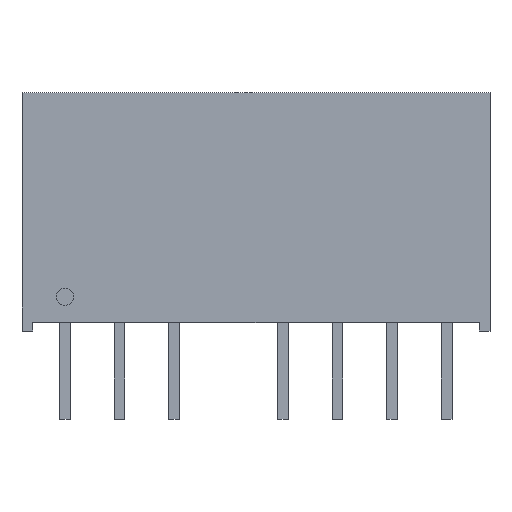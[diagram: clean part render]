
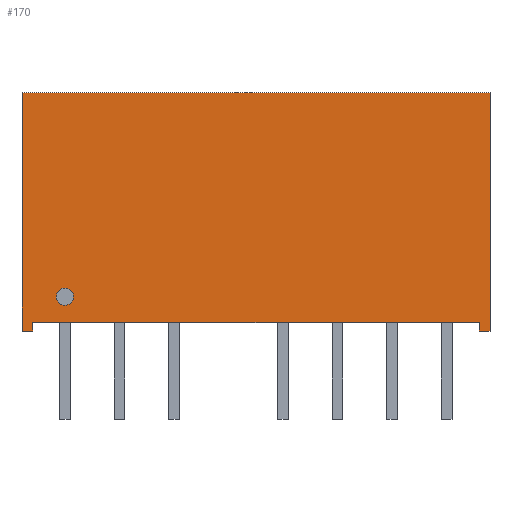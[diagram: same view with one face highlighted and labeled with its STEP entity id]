
A CAD part, top view. The second image highlights one B-rep face of the part: STEP entity #170.
In plain terms, the highlighted planar face has unit normal (0, 0, 1).
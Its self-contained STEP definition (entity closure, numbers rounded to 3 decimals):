
#84=CARTESIAN_POINT('',(-8.5,1.2,4.6));
#85=VERTEX_POINT('',#84);
#86=CARTESIAN_POINT('',(-8.9,1.2,4.6));
#87=DIRECTION('',(0.0,0.0,1.0));
#88=DIRECTION('',(1.0,0.0,0.0));
#89=AXIS2_PLACEMENT_3D('',#86,#87,#88);
#90=CIRCLE('',#89,0.4);
#91=EDGE_CURVE('',#85,#85,#90,.T.);
#96=CARTESIAN_POINT('',(10.4,-0.4,4.6));
#97=DIRECTION('',(0.0,0.0,1.0));
#98=DIRECTION('',(1.0,0.0,0.0));
#99=AXIS2_PLACEMENT_3D('',#96,#97,#98);
#100=PLANE('',#99);
#101=CARTESIAN_POINT('',(10.4,0.0,4.6));
#102=VERTEX_POINT('',#101);
#103=CARTESIAN_POINT('',(10.4,-0.4,4.6));
#104=VERTEX_POINT('',#103);
#105=CARTESIAN_POINT('',(10.4,0.0,4.6));
#106=DIRECTION('',(0.0,-1.0,0.0));
#107=VECTOR('',#106,0.4);
#108=LINE('',#105,#107);
#109=EDGE_CURVE('',#102,#104,#108,.T.);
#110=ORIENTED_EDGE('',*,*,#109,.T.);
#111=CARTESIAN_POINT('',(10.9,-0.4,4.6));
#112=VERTEX_POINT('',#111);
#113=CARTESIAN_POINT('',(10.4,-0.4,4.6));
#114=DIRECTION('',(1.0,0.0,0.0));
#115=VECTOR('',#114,0.5);
#116=LINE('',#113,#115);
#117=EDGE_CURVE('',#104,#112,#116,.T.);
#118=ORIENTED_EDGE('',*,*,#117,.T.);
#119=CARTESIAN_POINT('',(10.9,10.7,4.6));
#120=VERTEX_POINT('',#119);
#121=CARTESIAN_POINT('',(10.9,-0.4,4.6));
#122=DIRECTION('',(0.0,1.0,0.0));
#123=VECTOR('',#122,11.1);
#124=LINE('',#121,#123);
#125=EDGE_CURVE('',#112,#120,#124,.T.);
#126=ORIENTED_EDGE('',*,*,#125,.T.);
#127=CARTESIAN_POINT('',(-10.9,10.7,4.6));
#128=VERTEX_POINT('',#127);
#129=CARTESIAN_POINT('',(10.9,10.7,4.6));
#130=DIRECTION('',(-1.0,0.0,0.0));
#131=VECTOR('',#130,21.8);
#132=LINE('',#129,#131);
#133=EDGE_CURVE('',#120,#128,#132,.T.);
#134=ORIENTED_EDGE('',*,*,#133,.T.);
#135=CARTESIAN_POINT('',(-10.9,-0.4,4.6));
#136=VERTEX_POINT('',#135);
#137=CARTESIAN_POINT('',(-10.9,10.7,4.6));
#138=DIRECTION('',(0.0,-1.0,0.0));
#139=VECTOR('',#138,11.1);
#140=LINE('',#137,#139);
#141=EDGE_CURVE('',#128,#136,#140,.T.);
#142=ORIENTED_EDGE('',*,*,#141,.T.);
#143=CARTESIAN_POINT('',(-10.4,-0.4,4.6));
#144=VERTEX_POINT('',#143);
#145=CARTESIAN_POINT('',(-10.9,-0.4,4.6));
#146=DIRECTION('',(1.0,0.0,0.0));
#147=VECTOR('',#146,0.5);
#148=LINE('',#145,#147);
#149=EDGE_CURVE('',#136,#144,#148,.T.);
#150=ORIENTED_EDGE('',*,*,#149,.T.);
#151=CARTESIAN_POINT('',(-10.4,0.0,4.6));
#152=VERTEX_POINT('',#151);
#153=CARTESIAN_POINT('',(-10.4,-0.4,4.6));
#154=DIRECTION('',(0.0,1.0,0.0));
#155=VECTOR('',#154,0.4);
#156=LINE('',#153,#155);
#157=EDGE_CURVE('',#144,#152,#156,.T.);
#158=ORIENTED_EDGE('',*,*,#157,.T.);
#159=CARTESIAN_POINT('',(-10.4,0.0,4.6));
#160=DIRECTION('',(1.0,0.0,0.0));
#161=VECTOR('',#160,20.8);
#162=LINE('',#159,#161);
#163=EDGE_CURVE('',#152,#102,#162,.T.);
#164=ORIENTED_EDGE('',*,*,#163,.T.);
#165=EDGE_LOOP('',(#110,#118,#126,#134,#142,#150,#158,#164));
#166=FACE_OUTER_BOUND('',#165,.T.);
#167=ORIENTED_EDGE('',*,*,#91,.F.);
#168=EDGE_LOOP('',(#167));
#169=FACE_BOUND('',#168,.T.);
#170=ADVANCED_FACE('',(#166,#169),#100,.T.);
